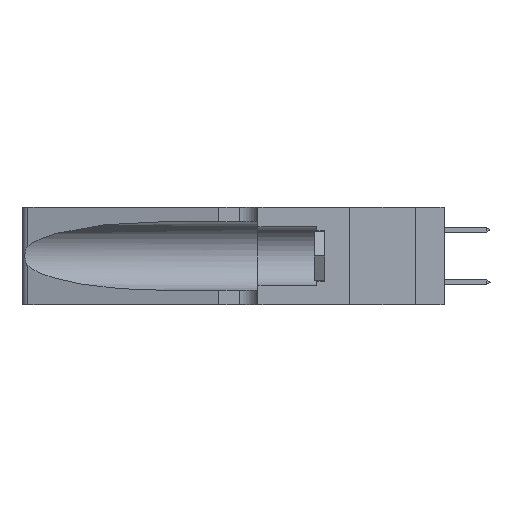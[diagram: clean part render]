
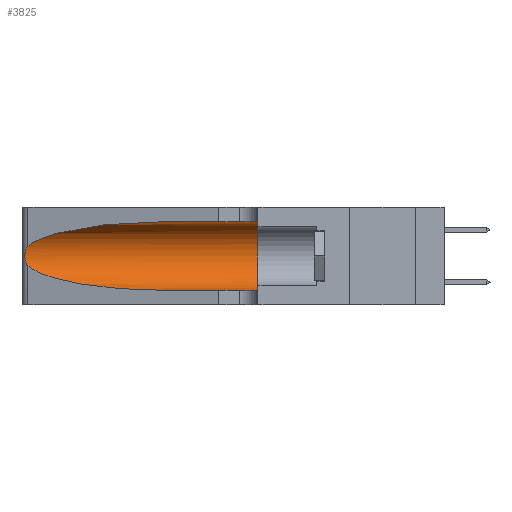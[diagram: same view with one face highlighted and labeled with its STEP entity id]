
A CAD part, left-side view. The second image highlights one B-rep face of the part: STEP entity #3825.
In plain terms, the highlighted cylindrical face has radius 3.308 mm (diameter 6.617 mm), a partial arc.
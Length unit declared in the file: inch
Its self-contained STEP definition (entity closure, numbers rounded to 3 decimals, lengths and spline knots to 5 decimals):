
#67 = CYLINDRICAL_SURFACE ( 'NONE', #35669, 0.13025 ) ;
#770 = VECTOR ( 'NONE', #39034, 39.37008 ) ;
#2110 = CARTESIAN_POINT ( 'NONE',  ( 0.26018, 1.23835, 0.19895 ) ) ;
#2574 = EDGE_CURVE ( 'NONE', #7690, #15277, #39076, .T. ) ;
#2812 = CARTESIAN_POINT ( 'NONE',  ( 0.1305, 0.72297, 0.31525 ) ) ;
#3055 = CARTESIAN_POINT ( 'NONE',  ( 0.26075, 1.23896, 0.19203 ) ) ;
#3086 = CARTESIAN_POINT ( 'NONE',  ( 0.25555, 1.22994, 0.2215 ) ) ;
#3222 = CARTESIAN_POINT ( 'NONE',  ( 0.25487, 1.22718, 0.22369 ) ) ;
#3775 = LINE ( 'NONE', #17462, #770 ) ;
#3825 = ADVANCED_FACE ( 'NONE', ( #37823 ), #67, .F. ) ;
#4483 = CARTESIAN_POINT ( 'NONE',  ( 0.1305, 0.35, 0.31525 ) ) ;
#4698 = CARTESIAN_POINT ( 'NONE',  ( 0.25789, 1.23486, 0.15765 ) ) ;
#5356 = LINE ( 'NONE', #21642, #13734 ) ;
#5843 = CARTESIAN_POINT ( 'NONE',  ( 0.2373, 1.15595, 0.28018 ) ) ;
#7177 = CARTESIAN_POINT ( 'NONE',  ( 0.1305, 0.72297, 0.05475 ) ) ;
#7690 = VERTEX_POINT ( 'NONE', #3222 ) ;
#7763 = CARTESIAN_POINT ( 'NONE',  ( 0.25854, 1.2359, 0.20912 ) ) ;
#7954 = DIRECTION ( 'NONE',  ( 0., 0., -1. ) ) ;
#11055 = CARTESIAN_POINT ( 'NONE',  ( 0.25555, 1.22993, 0.14849 ) ) ;
#12575 =( BOUNDED_CURVE ( )  B_SPLINE_CURVE ( 3, ( #28244, #12821, #34548, #31379 ),
 .UNSPECIFIED., .F., .F. ) 
 B_SPLINE_CURVE_WITH_KNOTS ( ( 4, 4 ),
 ( 3.44316, 4.71239 ),
 .UNSPECIFIED. ) 
 CURVE ( )  GEOMETRIC_REPRESENTATION_ITEM ( )  RATIONAL_B_SPLINE_CURVE ( ( 1., 0.87, 0.87, 1. ) ) 
 REPRESENTATION_ITEM ( '' )  );
#12821 = CARTESIAN_POINT ( 'NONE',  ( 0.2373, 1.15595, 0.08982 ) ) ;
#13734 = VECTOR ( 'NONE', #15472, 39.37008 ) ;
#14159 = CARTESIAN_POINT ( 'NONE',  ( 0.1305, 1.61858, 0.185 ) ) ;
#15277 = VERTEX_POINT ( 'NONE', #35134 ) ;
#15469 = CARTESIAN_POINT ( 'NONE',  ( 0.25487, 1.22718, 0.22369 ) ) ;
#15472 = DIRECTION ( 'NONE',  ( 0., -1., 0. ) ) ;
#17144 = EDGE_LOOP ( 'NONE', ( #34593, #22031, #40400, #27970, #34556, #35790 ) ) ;
#17462 = CARTESIAN_POINT ( 'NONE',  ( 0.1305, 1.61858, 0.05475 ) ) ;
#18001 = EDGE_CURVE ( 'NONE', #25142, #24003, #5356, .T. ) ;
#18077 = VERTEX_POINT ( 'NONE', #7177 ) ;
#18940 = EDGE_CURVE ( 'NONE', #24003, #19431, #19490, .T. ) ;
#19411 = EDGE_CURVE ( 'NONE', #18077, #19431, #3775, .T. ) ;
#19431 = VERTEX_POINT ( 'NONE', #23164 ) ;
#19490 = CIRCLE ( 'NONE', #40252, 0.13025 ) ;
#20252 = CARTESIAN_POINT ( 'NONE',  ( 0.1305, 0.72297, 0.31525 ) ) ;
#21642 = CARTESIAN_POINT ( 'NONE',  ( 0.1305, 1.61858, 0.31525 ) ) ;
#22031 = ORIENTED_EDGE ( 'NONE', *, *, #2574, .T. ) ;
#23164 = CARTESIAN_POINT ( 'NONE',  ( 0.1305, 0.35, 0.05475 ) ) ;
#23476 = CARTESIAN_POINT ( 'NONE',  ( 0.26017, 1.23833, 0.17102 ) ) ;
#24003 = VERTEX_POINT ( 'NONE', #4483 ) ;
#24770 = CARTESIAN_POINT ( 'NONE',  ( 0.18966, 0.96281, 0.31525 ) ) ;
#25044 = CARTESIAN_POINT ( 'NONE',  ( 0.25787, 1.23484, 0.2124 ) ) ;
#25142 = VERTEX_POINT ( 'NONE', #20252 ) ;
#26202 = CARTESIAN_POINT ( 'NONE',  ( 0.26075, 1.23896, 0.178 ) ) ;
#27478 = CARTESIAN_POINT ( 'NONE',  ( 0.25487, 1.22718, 0.22369 ) ) ;
#27970 = ORIENTED_EDGE ( 'NONE', *, *, #19411, .T. ) ;
#28244 = CARTESIAN_POINT ( 'NONE',  ( 0.25487, 1.22718, 0.14631 ) ) ;
#29744 = CARTESIAN_POINT ( 'NONE',  ( 0.25639, 1.23186, 0.15144 ) ) ;
#30243 = DIRECTION ( 'NONE',  ( 0., -1., 0. ) ) ;
#30654 = EDGE_CURVE ( 'NONE', #25142, #7690, #34351, .T. ) ;
#30980 = EDGE_CURVE ( 'NONE', #15277, #18077, #12575, .T. ) ;
#31379 = CARTESIAN_POINT ( 'NONE',  ( 0.1305, 0.72297, 0.05475 ) ) ;
#32620 = CARTESIAN_POINT ( 'NONE',  ( 0.25856, 1.23593, 0.16098 ) ) ;
#32919 = CARTESIAN_POINT ( 'NONE',  ( 0.1305, 0.35, 0.185 ) ) ;
#33587 = CARTESIAN_POINT ( 'NONE',  ( 0.25487, 1.22718, 0.14631 ) ) ;
#34351 =( BOUNDED_CURVE ( )  B_SPLINE_CURVE ( 3, ( #2812, #24770, #5843, #27478 ),
 .UNSPECIFIED., .F., .F. ) 
 B_SPLINE_CURVE_WITH_KNOTS ( ( 4, 4 ),
 ( 1.5708, 2.84003 ),
 .UNSPECIFIED. ) 
 CURVE ( )  GEOMETRIC_REPRESENTATION_ITEM ( )  RATIONAL_B_SPLINE_CURVE ( ( 1., 0.87, 0.87, 1. ) ) 
 REPRESENTATION_ITEM ( '' )  );
#34548 = CARTESIAN_POINT ( 'NONE',  ( 0.18966, 0.96281, 0.05475 ) ) ;
#34556 = ORIENTED_EDGE ( 'NONE', *, *, #18940, .F. ) ;
#34593 = ORIENTED_EDGE ( 'NONE', *, *, #30654, .T. ) ;
#35134 = CARTESIAN_POINT ( 'NONE',  ( 0.25487, 1.22718, 0.14631 ) ) ;
#35669 = AXIS2_PLACEMENT_3D ( 'NONE', #14159, #30243, #7954 ) ;
#35790 = ORIENTED_EDGE ( 'NONE', *, *, #18001, .F. ) ;
#36326 = DIRECTION ( 'NONE',  ( 0., 0., 1. ) ) ;
#36585 = DIRECTION ( 'NONE',  ( 0., 1., 0. ) ) ;
#37823 = FACE_OUTER_BOUND ( 'NONE', #17144, .T. ) ;
#39034 = DIRECTION ( 'NONE',  ( 0., -1., 0. ) ) ;
#39076 = B_SPLINE_CURVE_WITH_KNOTS ( 'NONE', 3,
 ( #15469, #3086, #40483, #25044, #7763, #2110, #3055, #26202, #23476, #32620, #4698, #29744, #11055, #33587 ),
 .UNSPECIFIED., .F., .F.,
 ( 4, 2, 2, 2, 2, 2, 4 ),
 ( 0., 0.00027, 0.00053, 0.00107, 0.0016, 0.00187, 0.00214 ),
 .UNSPECIFIED. ) ;
#40252 = AXIS2_PLACEMENT_3D ( 'NONE', #32919, #36585, #36326 ) ;
#40400 = ORIENTED_EDGE ( 'NONE', *, *, #30980, .T. ) ;
#40483 = CARTESIAN_POINT ( 'NONE',  ( 0.25639, 1.23184, 0.21858 ) ) ;
